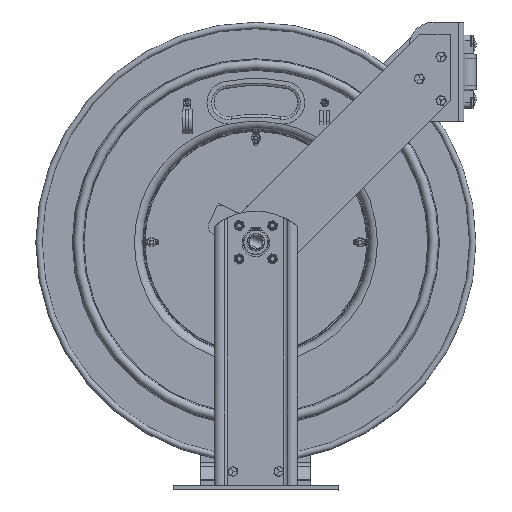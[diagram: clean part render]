
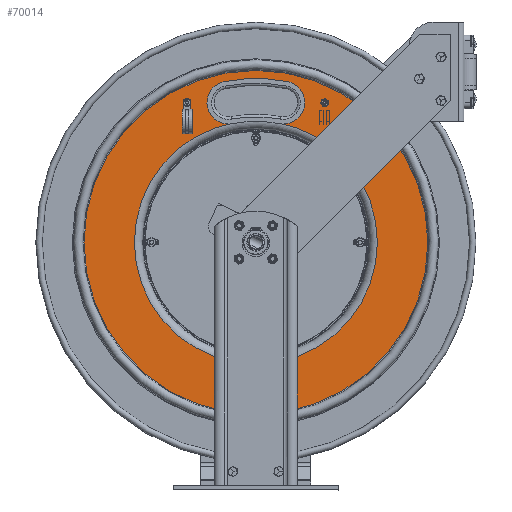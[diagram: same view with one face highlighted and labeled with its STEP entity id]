
A CAD part, top view. The second image highlights one B-rep face of the part: STEP entity #70014.
In plain terms, the highlighted planar face has unit normal (0, 0, 1).
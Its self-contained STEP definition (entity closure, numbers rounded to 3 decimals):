
#3831=FACE_BOUND('',#7471,.T.);
#3832=FACE_BOUND('',#7472,.T.);
#3833=FACE_BOUND('',#7473,.T.);
#3834=FACE_BOUND('',#7474,.T.);
#4368=FACE_OUTER_BOUND('',#7470,.T.);
#7470=EDGE_LOOP('',(#48305,#48306));
#7471=EDGE_LOOP('',(#48307,#48308));
#7472=EDGE_LOOP('',(#48309));
#7473=EDGE_LOOP('',(#48310));
#7474=EDGE_LOOP('',(#48311,#48312,#48313,#48314));
#11006=CIRCLE('',#73796,6.625);
#11007=CIRCLE('',#73797,6.625);
#11009=CIRCLE('',#73800,9.375);
#11010=CIRCLE('',#73801,9.375);
#11011=CIRCLE('',#73802,0.11);
#11012=CIRCLE('',#73803,0.11);
#11013=CIRCLE('',#73804,8.766);
#11014=CIRCLE('',#73805,1.);
#11015=CIRCLE('',#73806,6.766);
#11016=CIRCLE('',#73807,1.);
#27254=VERTEX_POINT('',#99256);
#27255=VERTEX_POINT('',#99257);
#27256=VERTEX_POINT('',#99262);
#27257=VERTEX_POINT('',#99263);
#27258=VERTEX_POINT('',#99266);
#27259=VERTEX_POINT('',#99268);
#27260=VERTEX_POINT('',#99270);
#27261=VERTEX_POINT('',#99271);
#27262=VERTEX_POINT('',#99273);
#27263=VERTEX_POINT('',#99275);
#36123=EDGE_CURVE('',#27254,#27255,#11006,.T.);
#36124=EDGE_CURVE('',#27255,#27254,#11007,.T.);
#36126=EDGE_CURVE('',#27256,#27257,#11009,.T.);
#36127=EDGE_CURVE('',#27257,#27256,#11010,.T.);
#36128=EDGE_CURVE('',#27258,#27258,#11011,.T.);
#36129=EDGE_CURVE('',#27259,#27259,#11012,.T.);
#36130=EDGE_CURVE('',#27260,#27261,#11013,.T.);
#36131=EDGE_CURVE('',#27261,#27262,#11014,.T.);
#36132=EDGE_CURVE('',#27262,#27263,#11015,.T.);
#36133=EDGE_CURVE('',#27263,#27260,#11016,.T.);
#48305=ORIENTED_EDGE('',*,*,#36126,.F.);
#48306=ORIENTED_EDGE('',*,*,#36127,.F.);
#48307=ORIENTED_EDGE('',*,*,#36123,.T.);
#48308=ORIENTED_EDGE('',*,*,#36124,.T.);
#48309=ORIENTED_EDGE('',*,*,#36128,.T.);
#48310=ORIENTED_EDGE('',*,*,#36129,.T.);
#48311=ORIENTED_EDGE('',*,*,#36130,.T.);
#48312=ORIENTED_EDGE('',*,*,#36131,.T.);
#48313=ORIENTED_EDGE('',*,*,#36132,.T.);
#48314=ORIENTED_EDGE('',*,*,#36133,.T.);
#65331=PLANE('',#73799);
#70014=ADVANCED_FACE('',(#4368,#3831,#3832,#3833,#3834),#65331,.T.);
#73796=AXIS2_PLACEMENT_3D('',#99258,#80395,#80396);
#73797=AXIS2_PLACEMENT_3D('',#99259,#80397,#80398);
#73799=AXIS2_PLACEMENT_3D('',#99261,#80401,#80402);
#73800=AXIS2_PLACEMENT_3D('',#99264,#80403,#80404);
#73801=AXIS2_PLACEMENT_3D('',#99265,#80405,#80406);
#73802=AXIS2_PLACEMENT_3D('',#99267,#80407,#80408);
#73803=AXIS2_PLACEMENT_3D('',#99269,#80409,#80410);
#73804=AXIS2_PLACEMENT_3D('',#99272,#80411,#80412);
#73805=AXIS2_PLACEMENT_3D('',#99274,#80413,#80414);
#73806=AXIS2_PLACEMENT_3D('',#99276,#80415,#80416);
#73807=AXIS2_PLACEMENT_3D('',#99277,#80417,#80418);
#80395=DIRECTION('center_axis',(0.,0.,
-1.));
#80396=DIRECTION('ref_axis',(-1.,0.,0.));
#80397=DIRECTION('center_axis',(0.,0.,
-1.));
#80398=DIRECTION('ref_axis',(-1.,0.,0.));
#80401=DIRECTION('center_axis',(0.,0.,
1.));
#80402=DIRECTION('ref_axis',(0.,1.,0.));
#80403=DIRECTION('center_axis',(0.,0.,
-1.));
#80404=DIRECTION('ref_axis',(-1.,0.,0.));
#80405=DIRECTION('center_axis',(0.,0.,
-1.));
#80406=DIRECTION('ref_axis',(-1.,0.,0.));
#80407=DIRECTION('center_axis',(0.,0.,
-1.));
#80408=DIRECTION('ref_axis',(-1.,0.,0.));
#80409=DIRECTION('center_axis',(0.,0.,
-1.));
#80410=DIRECTION('ref_axis',(-1.,0.,0.));
#80411=DIRECTION('center_axis',(0.,0.,
-1.));
#80412=DIRECTION('ref_axis',(0.193,-0.981,0.));
#80413=DIRECTION('center_axis',(0.,0.,
-1.));
#80414=DIRECTION('ref_axis',(-0.193,-0.981,0.));
#80415=DIRECTION('center_axis',(0.,0.,
1.));
#80416=DIRECTION('ref_axis',(-0.193,0.981,0.));
#80417=DIRECTION('center_axis',(0.,0.,
-1.));
#80418=DIRECTION('ref_axis',(-0.193,0.981,0.));
#99256=CARTESIAN_POINT('',(-6.625,13.49,3.082));
#99257=CARTESIAN_POINT('',(0.,20.115,3.082));
#99258=CARTESIAN_POINT('Origin',(0.,13.49,
3.082));
#99259=CARTESIAN_POINT('Origin',(0.,13.49,
3.082));
#99261=CARTESIAN_POINT('Origin',(-8.,13.49,3.082));
#99262=CARTESIAN_POINT('',(-9.375,13.49,3.082));
#99263=CARTESIAN_POINT('',(0.,22.865,3.082));
#99264=CARTESIAN_POINT('Origin',(0.,13.49,
3.082));
#99265=CARTESIAN_POINT('Origin',(0.,13.49,
3.082));
#99266=CARTESIAN_POINT('',(-3.64,21.11,3.082));
#99267=CARTESIAN_POINT('Origin',(-3.75,21.11,3.082));
#99268=CARTESIAN_POINT('',(3.86,21.11,3.082));
#99269=CARTESIAN_POINT('Origin',(3.75,21.11,3.082));
#99270=CARTESIAN_POINT('',(-1.693,22.091,3.082));
#99271=CARTESIAN_POINT('',(1.693,22.091,3.082));
#99272=CARTESIAN_POINT('Origin',(0.,13.49,
3.082));
#99273=CARTESIAN_POINT('',(1.307,20.129,3.082));
#99274=CARTESIAN_POINT('Origin',(1.5,21.11,3.082));
#99275=CARTESIAN_POINT('',(-1.307,20.129,3.082));
#99276=CARTESIAN_POINT('Origin',(0.,13.49,
3.082));
#99277=CARTESIAN_POINT('Origin',(-1.5,21.11,3.082));
